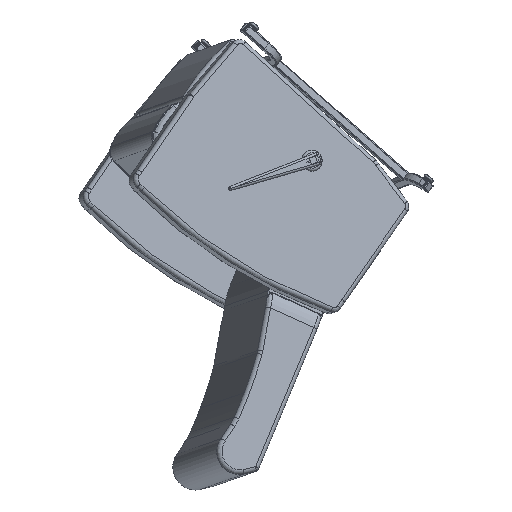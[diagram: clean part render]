
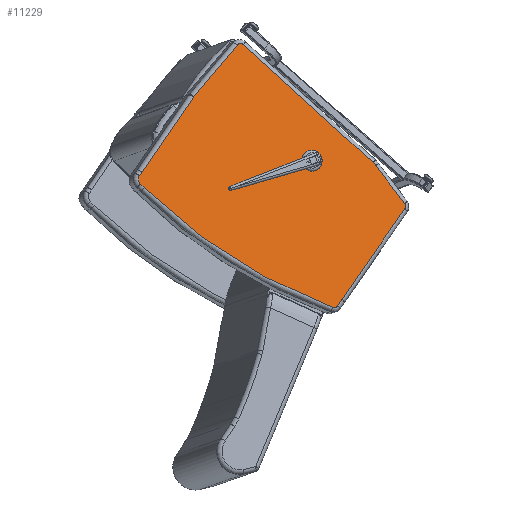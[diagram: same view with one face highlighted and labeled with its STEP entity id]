
A CAD part, left-side view. The second image highlights one B-rep face of the part: STEP entity #11229.
In plain terms, the highlighted face is planar.
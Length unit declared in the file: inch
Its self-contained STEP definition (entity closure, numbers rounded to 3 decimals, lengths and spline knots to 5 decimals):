
#1213=CIRCLE('',#12646,59.75);
#1217=CIRCLE('',#12652,0.5);
#1219=CIRCLE('',#12656,2.5);
#1222=CIRCLE('',#12660,0.5);
#1226=CIRCLE('',#12665,0.5);
#1229=CIRCLE('',#12670,59.75);
#1231=CIRCLE('',#12672,0.5);
#1232=CIRCLE('',#12675,0.75);
#2129=FACE_OUTER_BOUND('',#2862,.T.);
#2862=EDGE_LOOP('',(#10208,#10209,#10210,#10211,#10212,#10213,#10214,#10215,
#10216,#10217,#10218,#10219,#10220,#10221,#10222));
#3607=LINE('',#23145,#4379);
#3609=LINE('',#23176,#4381);
#3610=LINE('',#23192,#4382);
#3612=LINE('',#23211,#4384);
#3613=LINE('',#23236,#4385);
#3615=LINE('',#23253,#4387);
#3617=LINE('',#23272,#4389);
#4379=VECTOR('',#16053,0.3937);
#4381=VECTOR('',#16061,0.3937);
#4382=VECTOR('',#16070,0.3937);
#4384=VECTOR('',#16080,0.3937);
#4385=VECTOR('',#16091,0.3937);
#4387=VECTOR('',#16101,0.3937);
#4389=VECTOR('',#16115,0.3937);
#5388=VERTEX_POINT('',#23119);
#5389=VERTEX_POINT('',#23130);
#5390=VERTEX_POINT('',#23143);
#5391=VERTEX_POINT('',#23144);
#5394=VERTEX_POINT('',#23172);
#5395=VERTEX_POINT('',#23174);
#5396=VERTEX_POINT('',#23186);
#5397=VERTEX_POINT('',#23190);
#5398=VERTEX_POINT('',#23194);
#5400=VERTEX_POINT('',#23209);
#5402=VERTEX_POINT('',#23228);
#5404=VERTEX_POINT('',#23234);
#5406=VERTEX_POINT('',#23248);
#5407=VERTEX_POINT('',#23256);
#5408=VERTEX_POINT('',#23268);
#6979=EDGE_CURVE('',#5388,#5389,#1213,.T.);
#6981=EDGE_CURVE('',#5390,#5391,#3607,.T.);
#6987=EDGE_CURVE('',#5395,#5394,#3609,.T.);
#6989=EDGE_CURVE('',#5396,#5395,#1217,.T.);
#6991=EDGE_CURVE('',#5397,#5396,#3610,.T.);
#6993=EDGE_CURVE('',#5398,#5397,#1219,.T.);
#6996=EDGE_CURVE('',#5400,#5398,#3612,.T.);
#6998=EDGE_CURVE('',#5402,#5400,#1222,.T.);
#7001=EDGE_CURVE('',#5404,#5402,#3613,.T.);
#7004=EDGE_CURVE('',#5406,#5404,#1226,.T.);
#7006=EDGE_CURVE('',#5391,#5406,#3615,.T.);
#7009=EDGE_CURVE('',#5407,#5388,#1229,.T.);
#7011=EDGE_CURVE('',#5408,#5407,#1231,.T.);
#7012=EDGE_CURVE('',#5394,#5408,#3617,.T.);
#7013=EDGE_CURVE('',#5389,#5390,#1232,.T.);
#10208=ORIENTED_EDGE('',*,*,#6987,.F.);
#10209=ORIENTED_EDGE('',*,*,#6989,.F.);
#10210=ORIENTED_EDGE('',*,*,#6991,.F.);
#10211=ORIENTED_EDGE('',*,*,#6993,.F.);
#10212=ORIENTED_EDGE('',*,*,#6996,.F.);
#10213=ORIENTED_EDGE('',*,*,#6998,.F.);
#10214=ORIENTED_EDGE('',*,*,#7001,.F.);
#10215=ORIENTED_EDGE('',*,*,#7004,.F.);
#10216=ORIENTED_EDGE('',*,*,#7006,.F.);
#10217=ORIENTED_EDGE('',*,*,#6981,.F.);
#10218=ORIENTED_EDGE('',*,*,#7013,.F.);
#10219=ORIENTED_EDGE('',*,*,#6979,.F.);
#10220=ORIENTED_EDGE('',*,*,#7009,.F.);
#10221=ORIENTED_EDGE('',*,*,#7011,.F.);
#10222=ORIENTED_EDGE('',*,*,#7012,.F.);
#10558=PLANE('',#12681);
#11229=ADVANCED_FACE('',(#2129),#10558,.T.);
#12646=AXIS2_PLACEMENT_3D('',#23131,#16049,#16050);
#12652=AXIS2_PLACEMENT_3D('',#23188,#16064,#16065);
#12656=AXIS2_PLACEMENT_3D('',#23205,#16073,#16074);
#12660=AXIS2_PLACEMENT_3D('',#23230,#16083,#16084);
#12665=AXIS2_PLACEMENT_3D('',#23250,#16095,#16096);
#12670=AXIS2_PLACEMENT_3D('',#23258,#16107,#16108);
#12672=AXIS2_PLACEMENT_3D('',#23270,#16111,#16112);
#12675=AXIS2_PLACEMENT_3D('',#23274,#16118,#16119);
#12681=AXIS2_PLACEMENT_3D('',#23284,#16134,#16135);
#16049=DIRECTION('center_axis',(0.,0.,-1.));
#16050=DIRECTION('ref_axis',(0.05,0.999,0.));
#16053=DIRECTION('',(0.106,-0.994,0.));
#16061=DIRECTION('',(-0.106,0.994,0.));
#16064=DIRECTION('center_axis',(0.,0.,-1.));
#16065=DIRECTION('ref_axis',(-0.735,-0.679,0.));
#16070=DIRECTION('',(-0.983,0.184,0.));
#16073=DIRECTION('center_axis',(0.,0.,-1.));
#16074=DIRECTION('ref_axis',(-0.092,-0.996,0.));
#16080=DIRECTION('',(-1.,-0.001,0.));
#16083=DIRECTION('center_axis',(0.,0.,-1.));
#16084=DIRECTION('ref_axis',(0.712,-0.702,0.));
#16091=DIRECTION('',(0.014,-1.,0.));
#16095=DIRECTION('center_axis',(0.,0.,-1.));
#16096=DIRECTION('ref_axis',(0.998,0.062,0.));
#16101=DIRECTION('',(0.11,-0.994,0.));
#16107=DIRECTION('center_axis',(0.,0.,-1.));
#16108=DIRECTION('ref_axis',(-0.174,0.985,0.));
#16111=DIRECTION('center_axis',(0.,0.,-1.));
#16112=DIRECTION('ref_axis',(-0.859,0.512,0.));
#16115=DIRECTION('',(-0.106,0.994,0.));
#16118=DIRECTION('center_axis',(0.,0.,-1.));
#16119=DIRECTION('ref_axis',(0.669,0.743,0.));
#16134=DIRECTION('center_axis',(0.,0.,1.));
#16135=DIRECTION('ref_axis',(1.,0.,0.));
#23119=CARTESIAN_POINT('',(30.35305,-10.41044,3.));
#23130=CARTESIAN_POINT('',(30.96931,-10.4412,3.));
#23131=CARTESIAN_POINT('Origin',(27.68214,-70.10071,3.));
#23143=CARTESIAN_POINT('',(31.67349,-11.06456,3.));
#23144=CARTESIAN_POINT('',(31.72615,-11.55846,3.));
#23145=CARTESIAN_POINT('',(31.9615,-13.76578,3.));
#23172=CARTESIAN_POINT('',(5.07948,-16.22891,3.));
#23174=CARTESIAN_POINT('',(6.42687,-28.85763,3.));
#23176=CARTESIAN_POINT('',(5.95876,-24.47018,3.));
#23186=CARTESIAN_POINT('',(6.83187,-29.29602,3.));
#23188=CARTESIAN_POINT('Origin',(6.92405,-28.80459,3.));
#23190=CARTESIAN_POINT('',(12.11389,-30.28672,3.));
#23192=CARTESIAN_POINT('',(13.84383,-30.61119,3.));
#23194=CARTESIAN_POINT('',(12.57757,-30.32957,3.));
#23205=CARTESIAN_POINT('Origin',(12.57476,-27.82957,3.));
#23209=CARTESIAN_POINT('',(32.48755,-30.31847,3.));
#23211=CARTESIAN_POINT('',(25.75379,-30.32222,3.));
#23228=CARTESIAN_POINT('',(32.98722,-29.81165,3.));
#23230=CARTESIAN_POINT('Origin',(32.48727,-29.81847,3.));
#23234=CARTESIAN_POINT('',(32.88094,-22.0233,3.));
#23236=CARTESIAN_POINT('',(32.85178,-19.88638,3.));
#23248=CARTESIAN_POINT('',(32.87796,-21.97517,3.));
#23250=CARTESIAN_POINT('Origin',(32.38099,-22.03012,3.));
#23253=CARTESIAN_POINT('',(31.99514,-13.99111,3.));
#23256=CARTESIAN_POINT('',(5.29373,-14.84155,3.));
#23258=CARTESIAN_POINT('Origin',(27.98863,-70.11364,3.));
#23268=CARTESIAN_POINT('',(4.98646,-15.35712,3.));
#23270=CARTESIAN_POINT('Origin',(5.48364,-15.30407,3.));
#23272=CARTESIAN_POINT('',(5.24561,-17.78599,3.));
#23274=CARTESIAN_POINT('Origin',(30.93412,-11.19038,3.));
#23284=CARTESIAN_POINT('Origin',(18.,-18.,3.));
